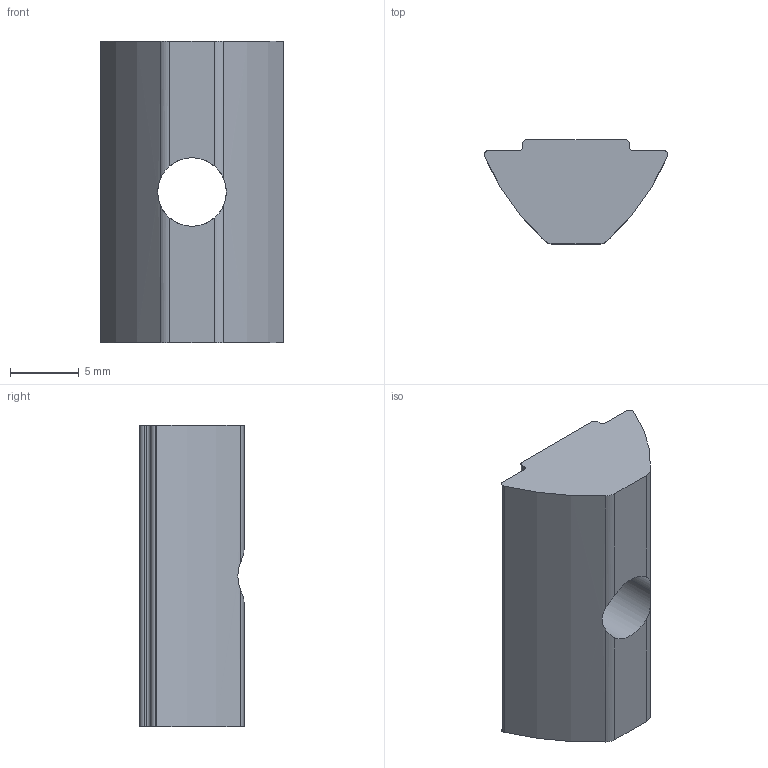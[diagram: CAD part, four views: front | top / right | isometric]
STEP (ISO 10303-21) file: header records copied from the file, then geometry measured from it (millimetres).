
FILE_DESCRIPTION (( 'STEP AP214' ), '1' );
FILE_NAME ('096330.1500.STEP', '2014-09-03T07:30:27', ( '' ), ( '' ), 'SwSTEP 2.0', 'SolidWorks 2014', '' );
FILE_SCHEMA (( 'AUTOMOTIVE_DESIGN' ));
Length unit declared in the file: millimetre
Products named in the file (1): 096330.1500
Bounding box: 13.4 x 7.6 x 22 mm (x, y, z)
Volume: 1433.6 mm3; surface area: 990.7 mm2
Topology: 1 solids, 1 shells, 24 faces, 69 edges, 46 vertices
Faces by surface type: cylinder 15, plane 9
Entity records: 861 total; most frequent: CARTESIAN_POINT 180, ORIENTED_EDGE 138, DIRECTION 137, EDGE_CURVE 69, AXIS2_PLACEMENT_3D 51, VERTEX_POINT 46, LINE 35, VECTOR 35
